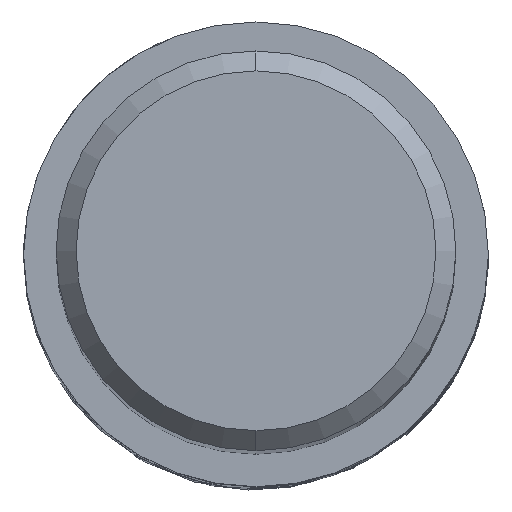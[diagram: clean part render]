
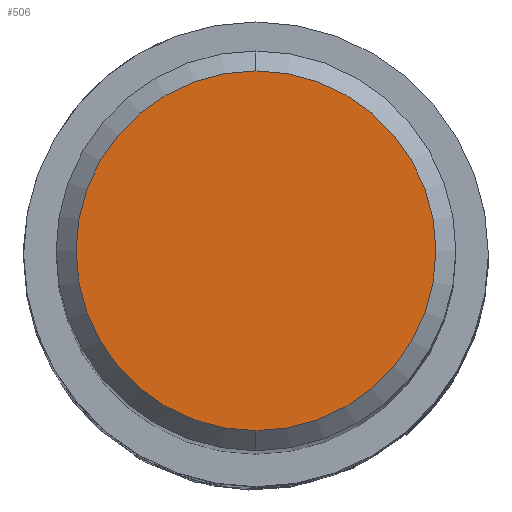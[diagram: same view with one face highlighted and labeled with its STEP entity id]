
A CAD part, top view. The second image highlights one B-rep face of the part: STEP entity #506.
In plain terms, the highlighted planar face has unit normal (0, 0, 1).
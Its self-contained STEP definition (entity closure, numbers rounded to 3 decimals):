
#298=VERTEX_POINT('',#831);
#506=ADVANCED_FACE('',(#1056),#1057,.T.);
#552=EDGE_CURVE('',#298,#698,#1105,.T.);
#620=EDGE_CURVE('',#698,#298,#1182,.T.);
#698=VERTEX_POINT('',#1266);
#831=CARTESIAN_POINT('',(0.,-3.6,0.0));
#1056=FACE_OUTER_BOUND('',#2682,.T.);
#1057=PLANE('',#2683);
#1105=CIRCLE('',#2754,3.6);
#1182=CIRCLE('',#3429,3.6);
#1266=CARTESIAN_POINT('',(0.0,3.6,0.0));
#2682=EDGE_LOOP('',(#5223,#5224));
#2683=AXIS2_PLACEMENT_3D('',#5225,#5226,#5227);
#2754=AXIS2_PLACEMENT_3D('',#5266,#5267,#5268);
#3429=AXIS2_PLACEMENT_3D('',#5361,#5362,#5363);
#5223=ORIENTED_EDGE('',*,*,#620,.F.);
#5224=ORIENTED_EDGE('',*,*,#552,.F.);
#5225=CARTESIAN_POINT('',(0.0,1.8,0.0));
#5226=DIRECTION('',(-0.0,0.0,1.0));
#5227=DIRECTION('',(0.0,-1.0,0.0));
#5266=CARTESIAN_POINT('',(0.0,0.0,0.0));
#5267=DIRECTION('',(0.0,0.0,-1.0));
#5268=DIRECTION('',(0.0,1.0,0.0));
#5361=CARTESIAN_POINT('',(0.0,0.0,0.0));
#5362=DIRECTION('',(0.0,0.0,-1.0));
#5363=DIRECTION('',(0.0,1.0,0.0));
